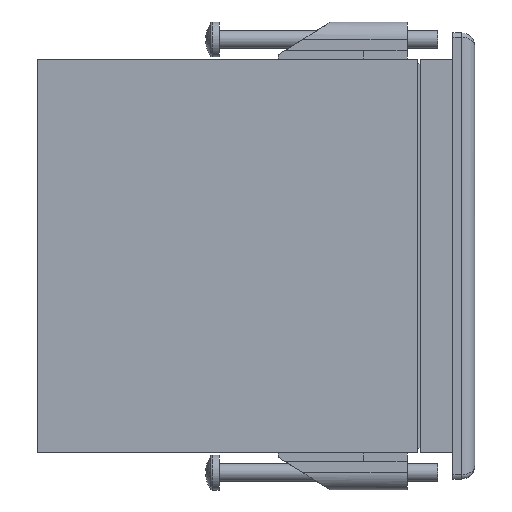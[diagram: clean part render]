
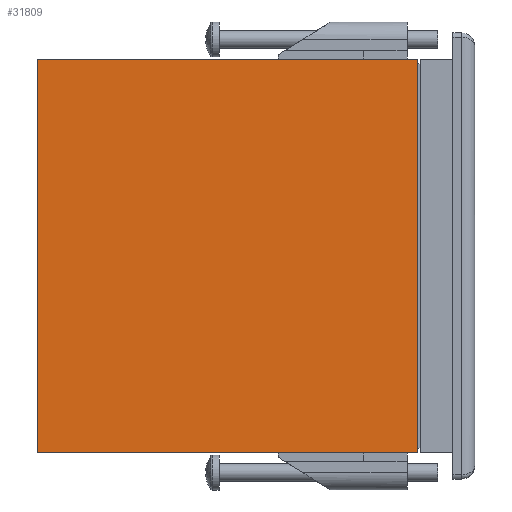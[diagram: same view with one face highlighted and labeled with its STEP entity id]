
A CAD part, front view. The second image highlights one B-rep face of the part: STEP entity #31809.
In plain terms, the highlighted planar face has unit normal (0, -1, 0).
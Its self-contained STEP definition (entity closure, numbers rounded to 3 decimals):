
#31612 = ORIENTED_EDGE ( 'NONE', *, *, #31613, .F. ) ;
#31613 = EDGE_CURVE ( 'NONE', #31797, #31813, #38220, .T. ) ;
#31624 = EDGE_CURVE ( 'NONE', #31730, #31759, #38168, .T. ) ;
#31730 = VERTEX_POINT ( 'NONE', #38810 ) ;
#31759 = VERTEX_POINT ( 'NONE', #39412 ) ;
#31794 = ORIENTED_EDGE ( 'NONE', *, *, #31624, .F. ) ;
#31797 = VERTEX_POINT ( 'NONE', #40328 ) ;
#31802 = EDGE_CURVE ( 'NONE', #31730, #31813, #40318, .T. ) ;
#31803 = EDGE_CURVE ( 'NONE', #31759, #31797, #40249, .T. ) ;
#31806 = ORIENTED_EDGE ( 'NONE', *, *, #31802, .T. ) ;
#31807 = EDGE_LOOP ( 'NONE', ( #31806, #31612, #31812, #31794 ) ) ;
#31809 = ADVANCED_FACE ( 'NONE', ( #40231 ), #40274, .F. ) ;
#31812 = ORIENTED_EDGE ( 'NONE', *, *, #31803, .F. ) ;
#31813 = VERTEX_POINT ( 'NONE', #40312 ) ;
#38095 = CARTESIAN_POINT ( 'NONE',  ( 90., 0., -9. ) ) ;
#38149 = DIRECTION ( 'NONE',  ( -1., 0., 0. ) ) ;
#38150 = VECTOR ( 'NONE', #38149, 1000. ) ;
#38168 = LINE ( 'NONE', #38227, #38226 ) ;
#38220 = LINE ( 'NONE', #38095, #38150 ) ;
#38225 = DIRECTION ( 'NONE',  ( 1., 0., 0. ) ) ;
#38226 = VECTOR ( 'NONE', #38225, 1000. ) ;
#38227 = CARTESIAN_POINT ( 'NONE',  ( 0., 0., 78. ) ) ;
#38810 = CARTESIAN_POINT ( 'NONE',  ( 0., 0., 78. ) ) ;
#39412 = CARTESIAN_POINT ( 'NONE',  ( 90., 0., 78. ) ) ;
#40226 = AXIS2_PLACEMENT_3D ( 'NONE', #40233, #40255, #40317 ) ;
#40231 = FACE_OUTER_BOUND ( 'NONE', #31807, .T. ) ;
#40233 = CARTESIAN_POINT ( 'NONE',  ( 0., 0., 78. ) ) ;
#40248 = VECTOR ( 'NONE', #40280, 1000. ) ;
#40249 = LINE ( 'NONE', #40310, #40248 ) ;
#40255 = DIRECTION ( 'NONE',  ( 0., 1., 0. ) ) ;
#40274 = PLANE ( 'NONE',  #40226 ) ;
#40280 = DIRECTION ( 'NONE',  ( 0., 0., -1. ) ) ;
#40282 = DIRECTION ( 'NONE',  ( 0., 0., -1. ) ) ;
#40283 = VECTOR ( 'NONE', #40282, 1000. ) ;
#40284 = CARTESIAN_POINT ( 'NONE',  ( 0., 0., 78. ) ) ;
#40310 = CARTESIAN_POINT ( 'NONE',  ( 90., 0., 78. ) ) ;
#40312 = CARTESIAN_POINT ( 'NONE',  ( 0., 0., -9. ) ) ;
#40317 = DIRECTION ( 'NONE',  ( 0., 0., 1. ) ) ;
#40318 = LINE ( 'NONE', #40284, #40283 ) ;
#40328 = CARTESIAN_POINT ( 'NONE',  ( 90., 0., -9. ) ) ;
